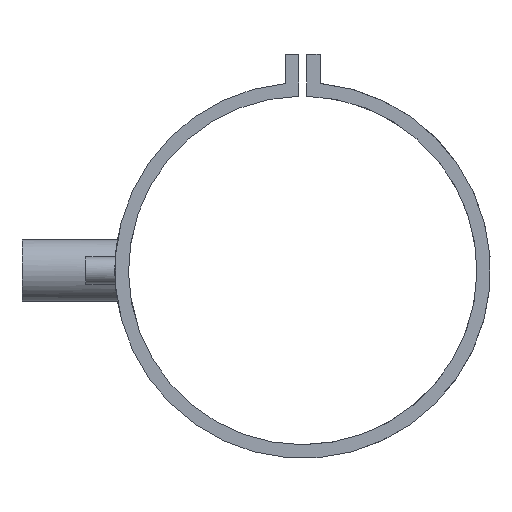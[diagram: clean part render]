
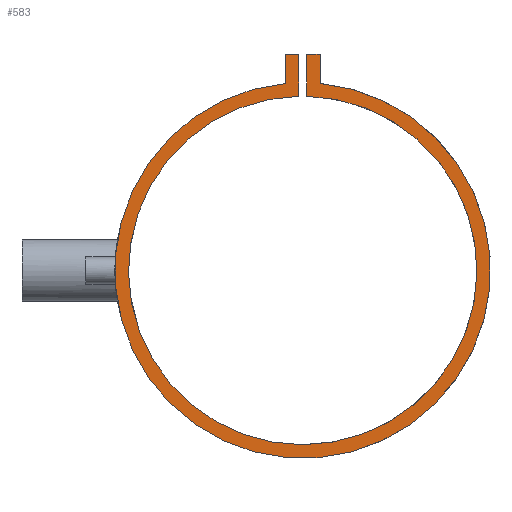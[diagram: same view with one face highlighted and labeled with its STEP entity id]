
A CAD part, left-side view. The second image highlights one B-rep face of the part: STEP entity #583.
In plain terms, the highlighted planar face has unit normal (-1, 0, 0).
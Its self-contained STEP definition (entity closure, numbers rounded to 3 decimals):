
#3 = DIRECTION ( 'NONE',  ( 1., 0., 0. ) ) ;
#34 = VERTEX_POINT ( 'NONE', #302 ) ;
#37 = AXIS2_PLACEMENT_3D ( 'NONE', #1671, #3, #1662 ) ;
#38 = CARTESIAN_POINT ( 'NONE',  ( -80., 2., 111.582 ) ) ;
#51 = CARTESIAN_POINT ( 'NONE',  ( -80., 0., 0. ) ) ;
#59 = VERTEX_POINT ( 'NONE', #880 ) ;
#83 = ORIENTED_EDGE ( 'NONE', *, *, #1375, .F. ) ;
#92 = ORIENTED_EDGE ( 'NONE', *, *, #1051, .F. ) ;
#102 = CARTESIAN_POINT ( 'NONE',  ( -80., 9., 111.582 ) ) ;
#112 = VERTEX_POINT ( 'NONE', #1591 ) ;
#113 = VERTEX_POINT ( 'NONE', #204 ) ;
#124 = EDGE_CURVE ( 'NONE', #579, #113, #329, .T. ) ;
#127 = VECTOR ( 'NONE', #1740, 1000. ) ;
#202 = EDGE_CURVE ( 'NONE', #113, #112, #1720, .T. ) ;
#204 = CARTESIAN_POINT ( 'NONE',  ( -80., 2., 111.582 ) ) ;
#302 = CARTESIAN_POINT ( 'NONE',  ( -80., 9., 96.582 ) ) ;
#310 = CARTESIAN_POINT ( 'NONE',  ( -80., -9., 111.582 ) ) ;
#328 = VECTOR ( 'NONE', #1746, 1000. ) ;
#329 = LINE ( 'NONE', #740, #127 ) ;
#331 = CIRCLE ( 'NONE', #511, 90. ) ;
#347 = EDGE_LOOP ( 'NONE', ( #1722, #1733, #382, #1620, #83, #1318, #1468, #92 ) ) ;
#382 = ORIENTED_EDGE ( 'NONE', *, *, #538, .F. ) ;
#414 = VERTEX_POINT ( 'NONE', #310 ) ;
#427 = FACE_OUTER_BOUND ( 'NONE', #347, .T. ) ;
#511 = AXIS2_PLACEMENT_3D ( 'NONE', #51, #1164, #1695 ) ;
#538 = EDGE_CURVE ( 'NONE', #59, #414, #790, .T. ) ;
#547 = LINE ( 'NONE', #972, #723 ) ;
#559 = VERTEX_POINT ( 'NONE', #921 ) ;
#569 = VECTOR ( 'NONE', #1323, 1000. ) ;
#573 = VECTOR ( 'NONE', #1485, 1000. ) ;
#579 = VERTEX_POINT ( 'NONE', #823 ) ;
#583 = ADVANCED_FACE ( 'NONE', ( #427 ), #971, .F. ) ;
#637 = CARTESIAN_POINT ( 'NONE',  ( -80., -2., 111.582 ) ) ;
#687 = DIRECTION ( 'NONE',  ( 0., 0., -1. ) ) ;
#723 = VECTOR ( 'NONE', #1768, 1000. ) ;
#740 = CARTESIAN_POINT ( 'NONE',  ( -80., 9., 111.582 ) ) ;
#790 = LINE ( 'NONE', #1195, #328 ) ;
#791 = DIRECTION ( 'NONE',  ( 1., 0., 0. ) ) ;
#823 = CARTESIAN_POINT ( 'NONE',  ( -80., 9., 111.582 ) ) ;
#867 = CIRCLE ( 'NONE', #927, 97. ) ;
#880 = CARTESIAN_POINT ( 'NONE',  ( -80., -2., 111.582 ) ) ;
#921 = CARTESIAN_POINT ( 'NONE',  ( -80., -2., 89.978 ) ) ;
#927 = AXIS2_PLACEMENT_3D ( 'NONE', #1108, #791, #687 ) ;
#971 = PLANE ( 'NONE',  #37 ) ;
#972 = CARTESIAN_POINT ( 'NONE',  ( -80., -9., 111.582 ) ) ;
#1051 = EDGE_CURVE ( 'NONE', #34, #579, #1360, .T. ) ;
#1059 = LINE ( 'NONE', #637, #573 ) ;
#1108 = CARTESIAN_POINT ( 'NONE',  ( -80., 0., 0. ) ) ;
#1164 = DIRECTION ( 'NONE',  ( -1., 0., 0. ) ) ;
#1195 = CARTESIAN_POINT ( 'NONE',  ( -80., -2., 111.582 ) ) ;
#1225 = DIRECTION ( 'NONE',  ( 0., 0., 1. ) ) ;
#1258 = EDGE_CURVE ( 'NONE', #559, #59, #1059, .T. ) ;
#1318 = ORIENTED_EDGE ( 'NONE', *, *, #202, .F. ) ;
#1323 = DIRECTION ( 'NONE',  ( 0., 0., -1. ) ) ;
#1360 = LINE ( 'NONE', #102, #1704 ) ;
#1375 = EDGE_CURVE ( 'NONE', #112, #559, #331, .T. ) ;
#1376 = CARTESIAN_POINT ( 'NONE',  ( -80., -9., 96.582 ) ) ;
#1468 = ORIENTED_EDGE ( 'NONE', *, *, #124, .F. ) ;
#1485 = DIRECTION ( 'NONE',  ( 0., 0., 1. ) ) ;
#1591 = CARTESIAN_POINT ( 'NONE',  ( -80., 2., 89.978 ) ) ;
#1602 = EDGE_CURVE ( 'NONE', #1645, #34, #867, .T. ) ;
#1620 = ORIENTED_EDGE ( 'NONE', *, *, #1258, .F. ) ;
#1645 = VERTEX_POINT ( 'NONE', #1376 ) ;
#1662 = DIRECTION ( 'NONE',  ( 0., 0., -1. ) ) ;
#1671 = CARTESIAN_POINT ( 'NONE',  ( -80., 0., 0. ) ) ;
#1695 = DIRECTION ( 'NONE',  ( 0., 0., -1. ) ) ;
#1704 = VECTOR ( 'NONE', #1225, 1000. ) ;
#1720 = LINE ( 'NONE', #38, #569 ) ;
#1722 = ORIENTED_EDGE ( 'NONE', *, *, #1602, .F. ) ;
#1733 = ORIENTED_EDGE ( 'NONE', *, *, #1739, .F. ) ;
#1739 = EDGE_CURVE ( 'NONE', #414, #1645, #547, .T. ) ;
#1740 = DIRECTION ( 'NONE',  ( 0., -1., 0. ) ) ;
#1746 = DIRECTION ( 'NONE',  ( 0., -1., 0. ) ) ;
#1768 = DIRECTION ( 'NONE',  ( 0., 0., -1. ) ) ;
